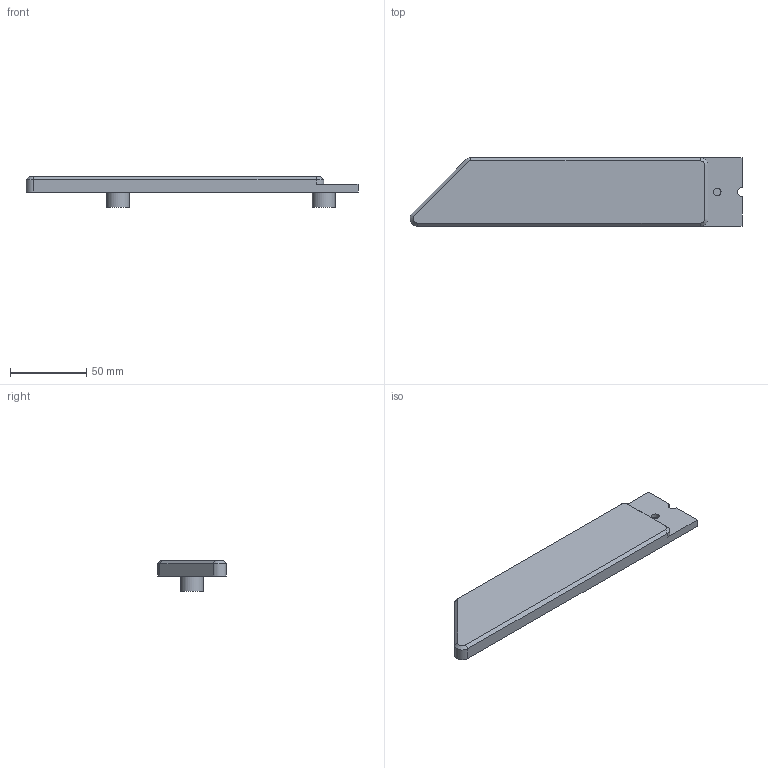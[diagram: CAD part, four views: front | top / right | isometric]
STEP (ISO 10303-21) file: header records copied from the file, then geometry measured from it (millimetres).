
FILE_DESCRIPTION(/* description */ (''),/* implementation_level */ '2;1');
FILE_NAME(/* name */ 'Border P L.stp',/* time_stamp */ '2025-03-05T11:22:41+01:00',/* author */ ('Marcu'),/* organization */ (''),/* preprocessor_version */ 'ST-DEVELOPER v20',/* originating_system */ 'Autodesk Inventor 2025',/* authorisation */ '');
FILE_SCHEMA (('AUTOMOTIVE_DESIGN { 1 0 10303 214 3 1 1 }'));
Length unit declared in the file: millimetre
Products named in the file (1): Border
Bounding box: 217.92 x 45 x 20 mm (x, y, z)
Volume: 88204 mm3; surface area: 23370.3 mm2
Topology: 1 solids, 1 shells, 28 faces, 61 edges, 38 vertices
Faces by surface type: plane 16, cylinder 8, cone 4
Full cylindrical faces by diameter (mm): 5 x1, 15 x2
Entity records: 804 total; most frequent: DIRECTION 139, CARTESIAN_POINT 128, ORIENTED_EDGE 122, EDGE_CURVE 61, AXIS2_PLACEMENT_3D 49, LINE 41, VECTOR 41, VERTEX_POINT 38
